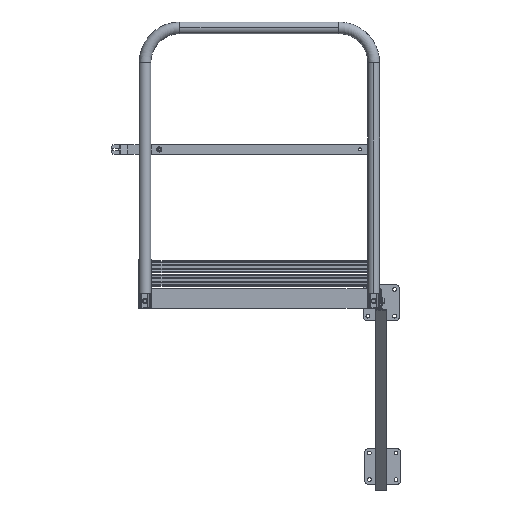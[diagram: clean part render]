
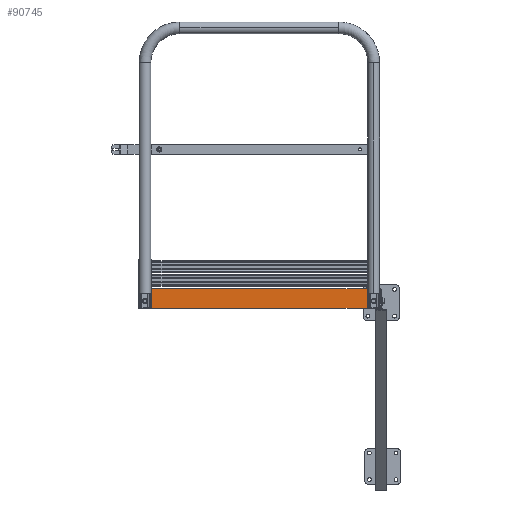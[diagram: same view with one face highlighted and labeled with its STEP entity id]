
A CAD part, top view. The second image highlights one B-rep face of the part: STEP entity #90745.
In plain terms, the highlighted planar face has unit normal (0, 0, 1).
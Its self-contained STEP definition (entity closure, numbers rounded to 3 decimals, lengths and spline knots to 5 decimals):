
#1086 = DIRECTION ( 'NONE',  ( 0., -1., 0. ) ) ;
#1530 = CARTESIAN_POINT ( 'NONE',  ( 0.463, -0.057, 0.5 ) ) ;
#3160 = CIRCLE ( 'NONE', #26003, 0.006 ) ;
#3245 = CIRCLE ( 'NONE', #108196, 0.006 ) ;
#3356 = CIRCLE ( 'NONE', #119732, 0.006 ) ;
#5638 = DIRECTION ( 'NONE',  ( 0., 1., 0. ) ) ;
#6150 = DIRECTION ( 'NONE',  ( 0., -1., 0. ) ) ;
#7638 = VECTOR ( 'NONE', #44046, 1. ) ;
#7678 = VECTOR ( 'NONE', #118757, 1. ) ;
#8171 = VERTEX_POINT ( 'NONE', #118259 ) ;
#8510 = ORIENTED_EDGE ( 'NONE', *, *, #132252, .T. ) ;
#13547 = CARTESIAN_POINT ( 'NONE',  ( -0.463, -0.045, 0.5 ) ) ;
#14743 = CARTESIAN_POINT ( 'NONE',  ( 0.494, -0.08, 0.5 ) ) ;
#17064 = FACE_BOUND ( 'NONE', #91790, .T. ) ;
#18018 = EDGE_LOOP ( 'NONE', ( #30247, #137878, #72348, #8510 ) ) ;
#20451 = DIRECTION ( 'NONE',  ( -1., 0., 0. ) ) ;
#20798 = ORIENTED_EDGE ( 'NONE', *, *, #140271, .T. ) ;
#26003 = AXIS2_PLACEMENT_3D ( 'NONE', #108983, #35381, #1086 ) ;
#26488 = VERTEX_POINT ( 'NONE', #13547 ) ;
#28634 = CARTESIAN_POINT ( 'NONE',  ( -0.481, -0.045, 0.5 ) ) ;
#28963 = CARTESIAN_POINT ( 'NONE',  ( 0.463, -0.057, 0.5 ) ) ;
#29715 = CARTESIAN_POINT ( 'NONE',  ( 0.463, -0.051, 0.5 ) ) ;
#30247 = ORIENTED_EDGE ( 'NONE', *, *, #92425, .T. ) ;
#31004 = CARTESIAN_POINT ( 'NONE',  ( -0.494, -0.08, 0.5 ) ) ;
#31344 = EDGE_CURVE ( 'NONE', #125086, #119367, #66424, .T. ) ;
#31596 = CIRCLE ( 'NONE', #88744, 0.006 ) ;
#32095 = CARTESIAN_POINT ( 'NONE',  ( -0.463, -0.045, 0.5 ) ) ;
#34568 = VERTEX_POINT ( 'NONE', #28634 ) ;
#35118 = EDGE_CURVE ( 'NONE', #53326, #61919, #124078, .T. ) ;
#35381 = DIRECTION ( 'NONE',  ( 0., 0., -1. ) ) ;
#35497 = DIRECTION ( 'NONE',  ( -1., 0., 0. ) ) ;
#36929 = VECTOR ( 'NONE', #65668, 1. ) ;
#39853 = ORIENTED_EDGE ( 'NONE', *, *, #72229, .F. ) ;
#40517 = CARTESIAN_POINT ( 'NONE',  ( -0.481, -0.051, 0.5 ) ) ;
#40551 = LINE ( 'NONE', #76170, #85044 ) ;
#41238 = CARTESIAN_POINT ( 'NONE',  ( 0.494, 0., 0.5 ) ) ;
#42592 = DIRECTION ( 'NONE',  ( 0., 1., 0. ) ) ;
#44046 = DIRECTION ( 'NONE',  ( 0., -1., 0. ) ) ;
#48528 = VERTEX_POINT ( 'NONE', #123873 ) ;
#48680 = CARTESIAN_POINT ( 'NONE',  ( 0.481, -0.051, 0.5 ) ) ;
#49882 = VERTEX_POINT ( 'NONE', #109780 ) ;
#53326 = VERTEX_POINT ( 'NONE', #122803 ) ;
#54473 = VERTEX_POINT ( 'NONE', #128469 ) ;
#55814 = CARTESIAN_POINT ( 'NONE',  ( -0.481, -0.057, 0.5 ) ) ;
#58837 = LINE ( 'NONE', #123139, #105586 ) ;
#60684 = PLANE ( 'NONE',  #112336 ) ;
#61919 = VERTEX_POINT ( 'NONE', #31004 ) ;
#65350 = VECTOR ( 'NONE', #78539, 1. ) ;
#65668 = DIRECTION ( 'NONE',  ( 1., 0., 0. ) ) ;
#65875 = VECTOR ( 'NONE', #35497, 1. ) ;
#66424 = LINE ( 'NONE', #99998, #65350 ) ;
#70679 = CARTESIAN_POINT ( 'NONE',  ( 0.494, 0., 0.5 ) ) ;
#71198 = DIRECTION ( 'NONE',  ( 0., 0., 1. ) ) ;
#72229 = EDGE_CURVE ( 'NONE', #49882, #48528, #40551, .T. ) ;
#72348 = ORIENTED_EDGE ( 'NONE', *, *, #93562, .T. ) ;
#72435 = CARTESIAN_POINT ( 'NONE',  ( -0.463, -0.057, 0.5 ) ) ;
#73083 = CARTESIAN_POINT ( 'NONE',  ( 0.494, 0., 0.5 ) ) ;
#73773 = LINE ( 'NONE', #73083, #138694 ) ;
#76170 = CARTESIAN_POINT ( 'NONE',  ( 0.463, -0.045, 0.5 ) ) ;
#78106 = ORIENTED_EDGE ( 'NONE', *, *, #35118, .F. ) ;
#78539 = DIRECTION ( 'NONE',  ( -1., 0., 0. ) ) ;
#78718 = EDGE_CURVE ( 'NONE', #108640, #53326, #120454, .T. ) ;
#81398 = FACE_OUTER_BOUND ( 'NONE', #120960, .T. ) ;
#83104 = CARTESIAN_POINT ( 'NONE',  ( 0.494, 0., 0.5 ) ) ;
#85044 = VECTOR ( 'NONE', #20451, 1. ) ;
#85603 = ORIENTED_EDGE ( 'NONE', *, *, #115573, .F. ) ;
#88744 = AXIS2_PLACEMENT_3D ( 'NONE', #48680, #125112, #104379 ) ;
#90745 = ADVANCED_FACE ( 'NONE', ( #81398, #17064, #124991 ), #60684, .F. ) ;
#91790 = EDGE_LOOP ( 'NONE', ( #85603, #95237, #39853, #121681 ) ) ;
#92425 = EDGE_CURVE ( 'NONE', #26488, #125086, #3160, .T. ) ;
#93562 = EDGE_CURVE ( 'NONE', #119367, #34568, #3356, .T. ) ;
#94784 = EDGE_CURVE ( 'NONE', #48528, #133074, #3245, .T. ) ;
#95237 = ORIENTED_EDGE ( 'NONE', *, *, #94784, .F. ) ;
#99998 = CARTESIAN_POINT ( 'NONE',  ( -0.463, -0.057, 0.5 ) ) ;
#104379 = DIRECTION ( 'NONE',  ( 0., 1., 0. ) ) ;
#104549 = DIRECTION ( 'NONE',  ( -1., 0., 0. ) ) ;
#105586 = VECTOR ( 'NONE', #136715, 1. ) ;
#108196 = AXIS2_PLACEMENT_3D ( 'NONE', #29715, #71198, #6150 ) ;
#108640 = VERTEX_POINT ( 'NONE', #83104 ) ;
#108983 = CARTESIAN_POINT ( 'NONE',  ( -0.463, -0.051, 0.5 ) ) ;
#109780 = CARTESIAN_POINT ( 'NONE',  ( 0.481, -0.045, 0.5 ) ) ;
#110212 = EDGE_CURVE ( 'NONE', #54473, #49882, #31596, .T. ) ;
#112336 = AXIS2_PLACEMENT_3D ( 'NONE', #70679, #114273, #5638 ) ;
#114273 = DIRECTION ( 'NONE',  ( 0., 0., -1. ) ) ;
#114339 = EDGE_CURVE ( 'NONE', #8171, #61919, #58837, .T. ) ;
#115573 = EDGE_CURVE ( 'NONE', #133074, #54473, #125457, .T. ) ;
#118259 = CARTESIAN_POINT ( 'NONE',  ( -0.494, 0., 0.5 ) ) ;
#118757 = DIRECTION ( 'NONE',  ( 1., 0., 0. ) ) ;
#119047 = DIRECTION ( 'NONE',  ( 0., 0., -1. ) ) ;
#119367 = VERTEX_POINT ( 'NONE', #55814 ) ;
#119732 = AXIS2_PLACEMENT_3D ( 'NONE', #40517, #119047, #42592 ) ;
#120454 = LINE ( 'NONE', #41238, #7638 ) ;
#120960 = EDGE_LOOP ( 'NONE', ( #123980, #78106, #131505, #20798 ) ) ;
#121681 = ORIENTED_EDGE ( 'NONE', *, *, #110212, .F. ) ;
#122803 = CARTESIAN_POINT ( 'NONE',  ( 0.494, -0.08, 0.5 ) ) ;
#123139 = CARTESIAN_POINT ( 'NONE',  ( -0.494, 0., 0.5 ) ) ;
#123873 = CARTESIAN_POINT ( 'NONE',  ( 0.463, -0.045, 0.5 ) ) ;
#123980 = ORIENTED_EDGE ( 'NONE', *, *, #114339, .T. ) ;
#124078 = LINE ( 'NONE', #14743, #65875 ) ;
#124991 = FACE_BOUND ( 'NONE', #18018, .T. ) ;
#125086 = VERTEX_POINT ( 'NONE', #72435 ) ;
#125112 = DIRECTION ( 'NONE',  ( 0., 0., 1. ) ) ;
#125457 = LINE ( 'NONE', #28963, #7678 ) ;
#128469 = CARTESIAN_POINT ( 'NONE',  ( 0.481, -0.057, 0.5 ) ) ;
#130004 = LINE ( 'NONE', #32095, #36929 ) ;
#131505 = ORIENTED_EDGE ( 'NONE', *, *, #78718, .F. ) ;
#132252 = EDGE_CURVE ( 'NONE', #34568, #26488, #130004, .T. ) ;
#133074 = VERTEX_POINT ( 'NONE', #1530 ) ;
#136715 = DIRECTION ( 'NONE',  ( 0., -1., 0. ) ) ;
#137878 = ORIENTED_EDGE ( 'NONE', *, *, #31344, .T. ) ;
#138694 = VECTOR ( 'NONE', #104549, 1. ) ;
#140271 = EDGE_CURVE ( 'NONE', #108640, #8171, #73773, .T. ) ;
